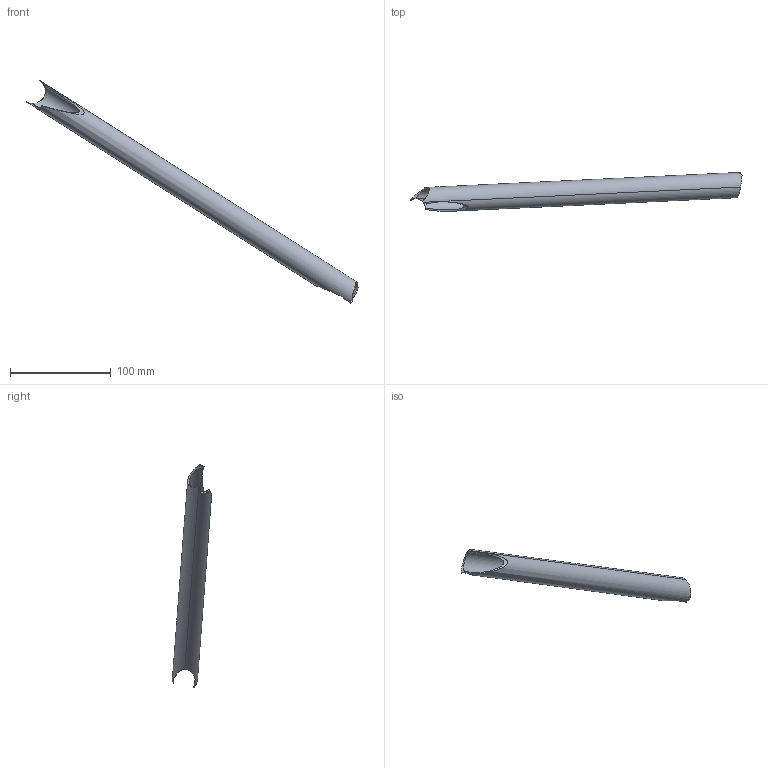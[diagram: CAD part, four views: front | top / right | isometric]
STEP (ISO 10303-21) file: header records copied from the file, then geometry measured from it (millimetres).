
FILE_DESCRIPTION(('STEP AP214'),'1');
FILE_NAME('Symmetry of Shape_851.stp','2019-03-04T09:43:23',(' '),(' '),'Spatial InterOp 3D',' ',' ');
FILE_SCHEMA(('AUTOMOTIVE_DESIGN { 1 0 10303 214 1 1 1 1 }'));
Length unit declared in the file: metre
Products named in the file (1): Corps principal
Bounding box: 329.34 x 39.03 x 221.64 mm (x, y, z)
Volume: 38318.4 mm3; surface area: 51738.1 mm2
Topology: 1 solids, 1 shells, 24 faces, 75 edges, 51 vertices
Faces by surface type: cylinder 20, plane 4
Entity records: 1897 total; most frequent: CARTESIAN_POINT 1081, ORIENTED_EDGE 150, DIRECTION 94, EDGE_CURVE 75, VERTEX_POINT 51, B_SPLINE_CURVE_WITH_KNOTS 46, AXIS2_PLACEMENT_3D 40, STYLED_ITEM 25
